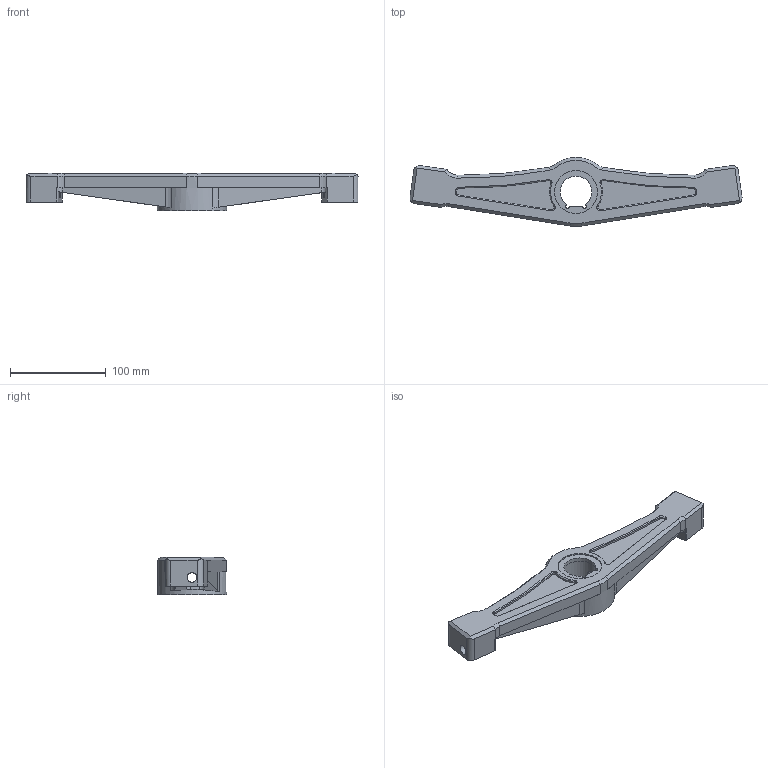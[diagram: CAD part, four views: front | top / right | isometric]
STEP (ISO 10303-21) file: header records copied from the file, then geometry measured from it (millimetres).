
FILE_DESCRIPTION(/* description */ (''),/* implementation_level */ '2;1');
FILE_NAME(/* name */ 'u-wheel simple.step',/* time_stamp */ '2019-08-29T19:16:06+03:00',/* author */ (''),/* organization */ (''),/* preprocessor_version */ 'ST-DEVELOPER v18',/* originating_system */ 'Autodesk Translation Framework v8.6.0.1094',/* authorisation */ '');
FILE_SCHEMA (('AUTOMOTIVE_DESIGN { 1 0 10303 214 3 1 1 }'));
Length unit declared in the file: millimetre
Products named in the file (1): u-wheel simple
Bounding box: 345.98 x 72 x 39 mm (x, y, z)
Volume: 353783.6 mm3; surface area: 69512.8 mm2
Topology: 1 solids, 1 shells, 142 faces, 410 edges, 265 vertices
Faces by surface type: plane 53, cylinder 51, bspline 26, cone 12
Full cylindrical faces by diameter (mm): 10 x4, 19.002 x2, 45 x1, 72 x1
Entity records: 5830 total; most frequent: CARTESIAN_POINT 2210, ORIENTED_EDGE 816, DIRECTION 679, EDGE_CURVE 408, VERTEX_POINT 265, AXIS2_PLACEMENT_3D 247, LINE 185, VECTOR 185
